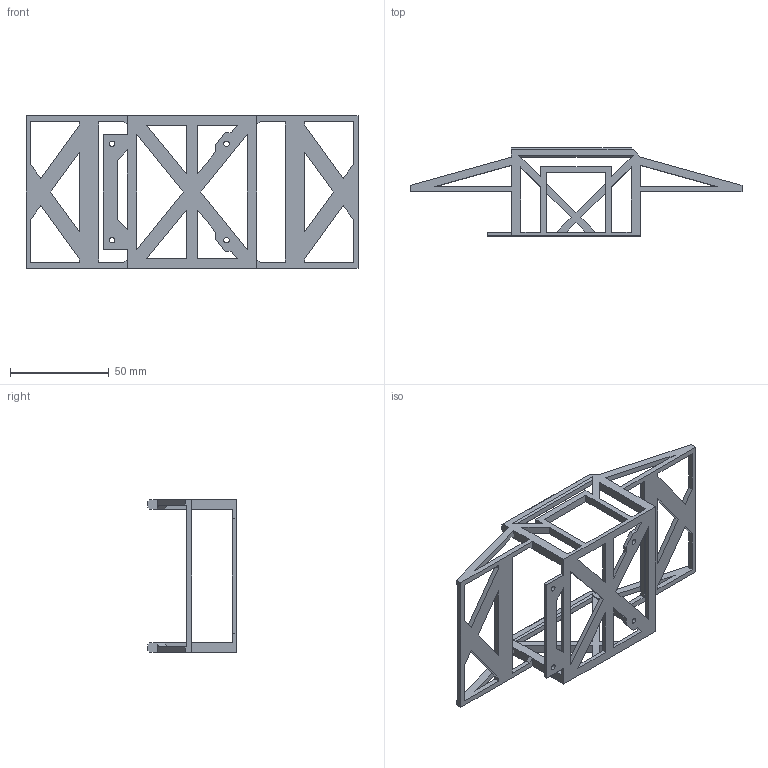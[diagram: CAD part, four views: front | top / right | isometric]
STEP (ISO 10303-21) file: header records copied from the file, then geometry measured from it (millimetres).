
FILE_DESCRIPTION(/* description */ (''),/* implementation_level */ '2;1');
FILE_NAME(/* name */ 'Computer Case v18.step',/* time_stamp */ '2020-08-05T21:46:55+03:00',/* author */ (''),/* organization */ (''),/* preprocessor_version */ 'ST-DEVELOPER v18.1',/* originating_system */ 'Autodesk Translation Framework v9.3.0.1241',/* authorisation */ '');
FILE_SCHEMA (('AUTOMOTIVE_DESIGN { 1 0 10303 214 3 1 1 }'));
Length unit declared in the file: millimetre
Products named in the file (1): Computer Case
Bounding box: 168.5 x 44.75 x 77.5 mm (x, y, z)
Volume: 26626.9 mm3; surface area: 28818.5 mm2
Topology: 1 solids, 1 shells, 150 faces, 487 edges, 319 vertices
Faces by surface type: plane 146, cylinder 4
Full cylindrical faces by diameter (mm): 2.75 x4
Entity records: 5380 total; most frequent: ORIENTED_EDGE 974, CARTESIAN_POINT 957, DIRECTION 797, EDGE_CURVE 487, LINE 479, VECTOR 479, VERTEX_POINT 319, EDGE_LOOP 192
